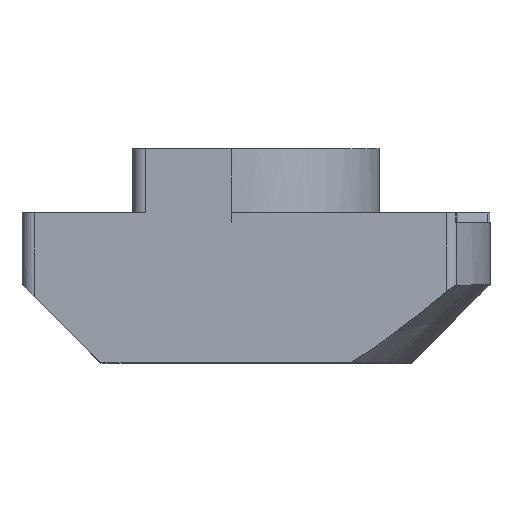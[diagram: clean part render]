
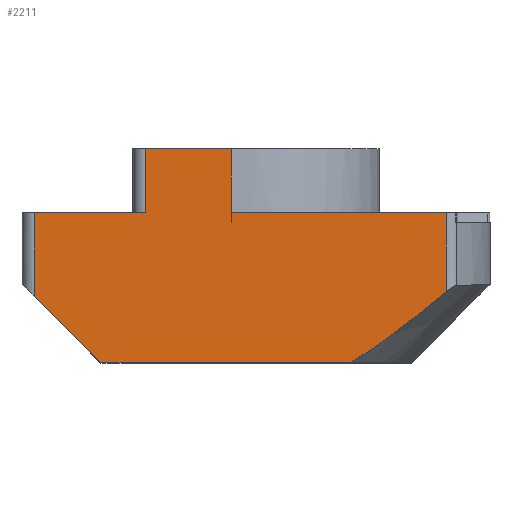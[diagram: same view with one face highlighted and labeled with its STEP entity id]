
A CAD part, top view. The second image highlights one B-rep face of the part: STEP entity #2211.
In plain terms, the highlighted planar face has unit normal (0, 0, 1).
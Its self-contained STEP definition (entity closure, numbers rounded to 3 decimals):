
#85 = CARTESIAN_POINT ( 'NONE',  ( -9.25, 1.75, 5. ) ) ;
#128 = CARTESIAN_POINT ( 'NONE',  ( 6.3, -4.35, 5. ) ) ;
#143 = CARTESIAN_POINT ( 'NONE',  ( 7.726, 1.75, 5. ) ) ;
#171 = LINE ( 'NONE', #2226, #1246 ) ;
#173 = EDGE_CURVE ( 'NONE', #877, #1341, #903, .T. ) ;
#174 = LINE ( 'NONE', #128, #1829 ) ;
#226 = DIRECTION ( 'NONE',  ( 0., -1., 0. ) ) ;
#228 = CARTESIAN_POINT ( 'NONE',  ( 7.726, 0., 5. ) ) ;
#243 = VECTOR ( 'NONE', #1317, 1000. ) ;
#256 = EDGE_CURVE ( 'NONE', #379, #1341, #2431, .T. ) ;
#290 = DIRECTION ( 'NONE',  ( 1., 0., 0. ) ) ;
#297 = ORIENTED_EDGE ( 'NONE', *, *, #412, .T. ) ;
#321 = CARTESIAN_POINT ( 'NONE',  ( -0.998, 1.75, 5. ) ) ;
#365 = VECTOR ( 'NONE', #226, 1000. ) ;
#379 = VERTEX_POINT ( 'NONE', #1155 ) ;
#412 = EDGE_CURVE ( 'NONE', #1202, #2401, #174, .T. ) ;
#417 = ORIENTED_EDGE ( 'NONE', *, *, #1518, .T. ) ;
#437 = VERTEX_POINT ( 'NONE', #1340 ) ;
#495 = FACE_OUTER_BOUND ( 'NONE', #526, .T. ) ;
#509 = ORIENTED_EDGE ( 'NONE', *, *, #1130, .T. ) ;
#526 = EDGE_LOOP ( 'NONE', ( #1025, #509, #2339, #644, #1790, #297, #2169, #1614, #1434, #1579, #417, #2004 ) ) ;
#565 = CARTESIAN_POINT ( 'NONE',  ( 6.476, -2.479, 5. ) ) ;
#577 = CARTESIAN_POINT ( 'NONE',  ( -9., 0., 5. ) ) ;
#603 = VECTOR ( 'NONE', #2124, 1000. ) ;
#618 = EDGE_CURVE ( 'NONE', #1461, #1202, #171, .T. ) ;
#634 = VERTEX_POINT ( 'NONE', #1433 ) ;
#644 = ORIENTED_EDGE ( 'NONE', *, *, #1037, .T. ) ;
#670 = VERTEX_POINT ( 'NONE', #2465 ) ;
#675 = LINE ( 'NONE', #577, #1992 ) ;
#720 = DIRECTION ( 'NONE',  ( -1., 0., 0. ) ) ;
#756 = CARTESIAN_POINT ( 'NONE',  ( 5.184, -3.46, 5. ) ) ;
#775 = CARTESIAN_POINT ( 'NONE',  ( 7.726, -1.447, 5. ) ) ;
#805 = VECTOR ( 'NONE', #2570, 1000. ) ;
#877 = VERTEX_POINT ( 'NONE', #1723 ) ;
#890 = CARTESIAN_POINT ( 'NONE',  ( -6.3, -4.35, 5. ) ) ;
#903 = LINE ( 'NONE', #228, #2405 ) ;
#912 = CARTESIAN_POINT ( 'NONE',  ( 5., 1.35, 5. ) ) ;
#917 = CARTESIAN_POINT ( 'NONE',  ( 0., 0., 5. ) ) ;
#929 = VERTEX_POINT ( 'NONE', #2584 ) ;
#977 = DIRECTION ( 'NONE',  ( -1., 0., 0. ) ) ;
#1025 = ORIENTED_EDGE ( 'NONE', *, *, #1879, .T. ) ;
#1037 = EDGE_CURVE ( 'NONE', #670, #1461, #675, .T. ) ;
#1130 = EDGE_CURVE ( 'NONE', #1525, #1432, #1373, .T. ) ;
#1150 = LINE ( 'NONE', #321, #603 ) ;
#1155 = CARTESIAN_POINT ( 'NONE',  ( -0.998, 1.75, 5. ) ) ;
#1175 = CARTESIAN_POINT ( 'NONE',  ( 4.523, -3.93, 5. ) ) ;
#1202 = VERTEX_POINT ( 'NONE', #890 ) ;
#1209 = DIRECTION ( 'NONE',  ( 0.707, -0.707, 0. ) ) ;
#1246 = VECTOR ( 'NONE', #1209, 1000. ) ;
#1317 = DIRECTION ( 'NONE',  ( -1., 0., 0. ) ) ;
#1326 = CARTESIAN_POINT ( 'NONE',  ( -1., 0., 5. ) ) ;
#1340 = CARTESIAN_POINT ( 'NONE',  ( -0.998, 1.35, 5. ) ) ;
#1341 = VERTEX_POINT ( 'NONE', #143 ) ;
#1351 = PLANE ( 'NONE',  #2594 ) ;
#1373 = LINE ( 'NONE', #1882, #365 ) ;
#1374 = VECTOR ( 'NONE', #290, 1000. ) ;
#1375 = EDGE_CURVE ( 'NONE', #379, #437, #1150, .T. ) ;
#1382 = VECTOR ( 'NONE', #977, 1000. ) ;
#1402 = CARTESIAN_POINT ( 'NONE',  ( -5., 4.35, 5. ) ) ;
#1432 = VERTEX_POINT ( 'NONE', #1500 ) ;
#1433 = CARTESIAN_POINT ( 'NONE',  ( -1., 4.35, 5. ) ) ;
#1434 = ORIENTED_EDGE ( 'NONE', *, *, #256, .F. ) ;
#1461 = VERTEX_POINT ( 'NONE', #2541 ) ;
#1470 = CARTESIAN_POINT ( 'NONE',  ( 7.856, 1.75, 5. ) ) ;
#1485 = CARTESIAN_POINT ( 'NONE',  ( 3.833, -4.35, 5. ) ) ;
#1500 = CARTESIAN_POINT ( 'NONE',  ( -4.5, 1.75, 5. ) ) ;
#1518 = EDGE_CURVE ( 'NONE', #437, #929, #2248, .T. ) ;
#1525 = VERTEX_POINT ( 'NONE', #2537 ) ;
#1563 = CARTESIAN_POINT ( 'NONE',  ( 7.105, -1.968, 5. ) ) ;
#1577 = LINE ( 'NONE', #1402, #1382 ) ;
#1579 = ORIENTED_EDGE ( 'NONE', *, *, #1375, .T. ) ;
#1614 = ORIENTED_EDGE ( 'NONE', *, *, #173, .T. ) ;
#1651 = DIRECTION ( 'NONE',  ( 0., 1., 0. ) ) ;
#1723 = CARTESIAN_POINT ( 'NONE',  ( 7.726, -1.447, 5. ) ) ;
#1790 = ORIENTED_EDGE ( 'NONE', *, *, #618, .T. ) ;
#1823 = EDGE_CURVE ( 'NONE', #670, #1432, #2603, .T. ) ;
#1829 = VECTOR ( 'NONE', #2146, 1000. ) ;
#1865 = VECTOR ( 'NONE', #2538, 1000. ) ;
#1879 = EDGE_CURVE ( 'NONE', #634, #1525, #1577, .T. ) ;
#1882 = CARTESIAN_POINT ( 'NONE',  ( -4.5, 0., 5. ) ) ;
#1939 = DIRECTION ( 'NONE',  ( 0., 0., -1. ) ) ;
#1992 = VECTOR ( 'NONE', #2479, 1000. ) ;
#2004 = ORIENTED_EDGE ( 'NONE', *, *, #2406, .T. ) ;
#2124 = DIRECTION ( 'NONE',  ( 0., -1., 0. ) ) ;
#2133 = EDGE_CURVE ( 'NONE', #877, #2401, #2139, .T. ) ;
#2139 = B_SPLINE_CURVE_WITH_KNOTS ( 'NONE', 3,
 ( #775, #1563, #565, #756, #1175, #2623 ),
 .UNSPECIFIED., .F., .F.,
 ( 4, 2, 4 ),
 ( 0.012, 0.015, 0.017 ),
 .UNSPECIFIED. ) ;
#2146 = DIRECTION ( 'NONE',  ( 1., 0., 0. ) ) ;
#2169 = ORIENTED_EDGE ( 'NONE', *, *, #2133, .F. ) ;
#2211 = ADVANCED_FACE ( 'NONE', ( #495 ), #1351, .F. ) ;
#2226 = CARTESIAN_POINT ( 'NONE',  ( -6.3, -4.35, 5. ) ) ;
#2248 = LINE ( 'NONE', #912, #243 ) ;
#2339 = ORIENTED_EDGE ( 'NONE', *, *, #1823, .F. ) ;
#2401 = VERTEX_POINT ( 'NONE', #1485 ) ;
#2405 = VECTOR ( 'NONE', #1651, 1000. ) ;
#2406 = EDGE_CURVE ( 'NONE', #929, #634, #2469, .T. ) ;
#2431 = LINE ( 'NONE', #1470, #1374 ) ;
#2465 = CARTESIAN_POINT ( 'NONE',  ( -9., 1.75, 5. ) ) ;
#2469 = LINE ( 'NONE', #1326, #1865 ) ;
#2479 = DIRECTION ( 'NONE',  ( 0., -1., 0. ) ) ;
#2537 = CARTESIAN_POINT ( 'NONE',  ( -4.5, 4.35, 5. ) ) ;
#2538 = DIRECTION ( 'NONE',  ( 0., 1., 0. ) ) ;
#2541 = CARTESIAN_POINT ( 'NONE',  ( -9., -1.65, 5. ) ) ;
#2570 = DIRECTION ( 'NONE',  ( 1., 0., 0. ) ) ;
#2584 = CARTESIAN_POINT ( 'NONE',  ( -1., 1.35, 5. ) ) ;
#2594 = AXIS2_PLACEMENT_3D ( 'NONE', #917, #1939, #720 ) ;
#2603 = LINE ( 'NONE', #85, #805 ) ;
#2623 = CARTESIAN_POINT ( 'NONE',  ( 3.833, -4.35, 5. ) ) ;
